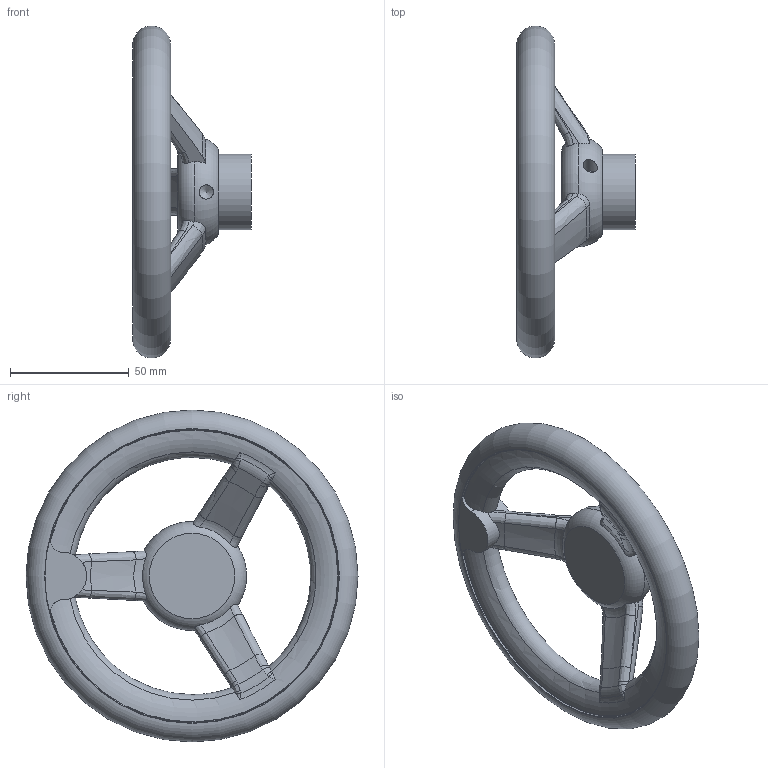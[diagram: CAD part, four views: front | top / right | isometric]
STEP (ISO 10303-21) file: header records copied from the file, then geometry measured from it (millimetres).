
FILE_DESCRIPTION(/* description */ (''),/* implementation_level */ '2;1');
FILE_NAME(/* name */ 'NRP_140',/* time_stamp */ '2012-11-23T16:12:51+08:00',/* author */ (''),/* organization */ (''),/* preprocessor_version */ 'ST-DEVELOPER v9',/* originating_system */ 'UGS - NX 4.0',/* authorisation */ '');
FILE_SCHEMA (('CONFIG_CONTROL_DESIGN'));
Length unit declared in the file: millimetre
Products named in the file (1): AdmiBE4Bxlh6
Bounding box: 50 x 139.97 x 139.97 mm (x, y, z)
Volume: 137390.6 mm3; surface area: 32809.3 mm2
Topology: 1 solids, 1 shells, 96 faces, 277 edges, 174 vertices
Faces by surface type: bspline 41, torus 18, cone 14, cylinder 12, plane 11
Full cylindrical faces by diameter (mm): 6 x3, 32 x1
Entity records: 4097 total; most frequent: CARTESIAN_POINT 2065, ORIENTED_EDGE 502, DIRECTION 262, EDGE_CURVE 251, B_SPLINE_CURVE_WITH_KNOTS 176, VERTEX_POINT 168, AXIS2_PLACEMENT_3D 131, EDGE_LOOP 110
